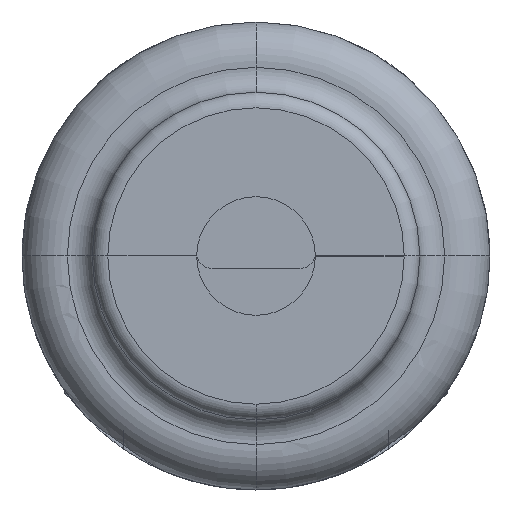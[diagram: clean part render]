
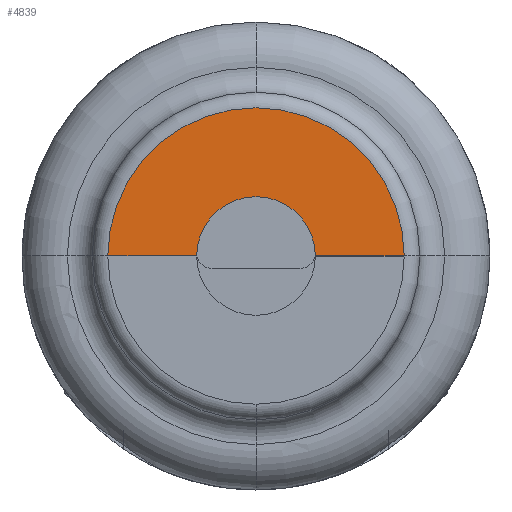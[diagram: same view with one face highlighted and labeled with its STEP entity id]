
A CAD part, front view. The second image highlights one B-rep face of the part: STEP entity #4839.
In plain terms, the highlighted face is planar.
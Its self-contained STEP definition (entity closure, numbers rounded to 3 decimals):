
#297 = CARTESIAN_POINT ( 'NONE',  ( -47., -4.75, 0. ) ) ;
#564 = FACE_OUTER_BOUND ( 'NONE', #32485, .T. ) ;
#1280 = EDGE_CURVE ( 'NONE', #25424, #34000, #22390, .T. ) ;
#3182 = DIRECTION ( 'NONE',  ( 1., 0., 0. ) ) ;
#3695 = CARTESIAN_POINT ( 'NONE',  ( -47., 0., 1.9 ) ) ;
#3704 = CARTESIAN_POINT ( 'NONE',  ( -47., 0., 0. ) ) ;
#4639 = ORIENTED_EDGE ( 'NONE', *, *, #19140, .T. ) ;
#4839 = ADVANCED_FACE ( 'NONE', ( #564 ), #36470, .F. ) ;
#5937 = DIRECTION ( 'NONE',  ( -1., 0., 0. ) ) ;
#7157 = EDGE_CURVE ( 'NONE', #20144, #37091, #21083, .T. ) ;
#8659 = CARTESIAN_POINT ( 'NONE',  ( -47., 5.25, 0. ) ) ;
#11792 = CIRCLE ( 'NONE', #14987, 1.9 ) ;
#14987 = AXIS2_PLACEMENT_3D ( 'NONE', #24179, #35619, #33229 ) ;
#15044 = AXIS2_PLACEMENT_3D ( 'NONE', #24994, #3182, #36666 ) ;
#16231 = AXIS2_PLACEMENT_3D ( 'NONE', #18791, #37815, #19177 ) ;
#17680 = DIRECTION ( 'NONE',  ( 0., 1., 0. ) ) ;
#18458 = VERTEX_POINT ( 'NONE', #3695 ) ;
#18741 = DIRECTION ( 'NONE',  ( 0., 0., -1. ) ) ;
#18791 = CARTESIAN_POINT ( 'NONE',  ( -47., 0., 0. ) ) ;
#19140 = EDGE_CURVE ( 'NONE', #25424, #37091, #24883, .T. ) ;
#19177 = DIRECTION ( 'NONE',  ( 0., 0., 1. ) ) ;
#19399 = CARTESIAN_POINT ( 'NONE',  ( -47., 5.25, 0. ) ) ;
#20144 = VERTEX_POINT ( 'NONE', #37472 ) ;
#21083 = LINE ( 'NONE', #8659, #26670 ) ;
#21269 = VECTOR ( 'NONE', #31612, 1000. ) ;
#22390 = LINE ( 'NONE', #19399, #21269 ) ;
#22522 = EDGE_CURVE ( 'NONE', #18458, #20144, #11792, .T. ) ;
#22911 = ORIENTED_EDGE ( 'NONE', *, *, #35796, .F. ) ;
#23518 = ORIENTED_EDGE ( 'NONE', *, *, #1280, .F. ) ;
#24179 = CARTESIAN_POINT ( 'NONE',  ( -47., 0., 0. ) ) ;
#24883 = CIRCLE ( 'NONE', #29366, 4.75 ) ;
#24994 = CARTESIAN_POINT ( 'NONE',  ( -47., 5.25, 0. ) ) ;
#25369 = ORIENTED_EDGE ( 'NONE', *, *, #22522, .F. ) ;
#25424 = VERTEX_POINT ( 'NONE', #297 ) ;
#26670 = VECTOR ( 'NONE', #17680, 1000. ) ;
#29366 = AXIS2_PLACEMENT_3D ( 'NONE', #3704, #5937, #18741 ) ;
#29599 = ORIENTED_EDGE ( 'NONE', *, *, #7157, .F. ) ;
#30351 = CIRCLE ( 'NONE', #16231, 1.9 ) ;
#31415 = CARTESIAN_POINT ( 'NONE',  ( -47., 4.75, 0. ) ) ;
#31612 = DIRECTION ( 'NONE',  ( 0., 1., 0. ) ) ;
#32485 = EDGE_LOOP ( 'NONE', ( #23518, #4639, #29599, #25369, #22911 ) ) ;
#33229 = DIRECTION ( 'NONE',  ( 0., 0., 1. ) ) ;
#34000 = VERTEX_POINT ( 'NONE', #34874 ) ;
#34874 = CARTESIAN_POINT ( 'NONE',  ( -47., -1.9, 0. ) ) ;
#35619 = DIRECTION ( 'NONE',  ( -1., 0., 0. ) ) ;
#35796 = EDGE_CURVE ( 'NONE', #34000, #18458, #30351, .T. ) ;
#36470 = PLANE ( 'NONE',  #15044 ) ;
#36666 = DIRECTION ( 'NONE',  ( 0., 0., -1. ) ) ;
#37091 = VERTEX_POINT ( 'NONE', #31415 ) ;
#37472 = CARTESIAN_POINT ( 'NONE',  ( -47., 1.9, 0. ) ) ;
#37815 = DIRECTION ( 'NONE',  ( -1., 0., 0. ) ) ;
